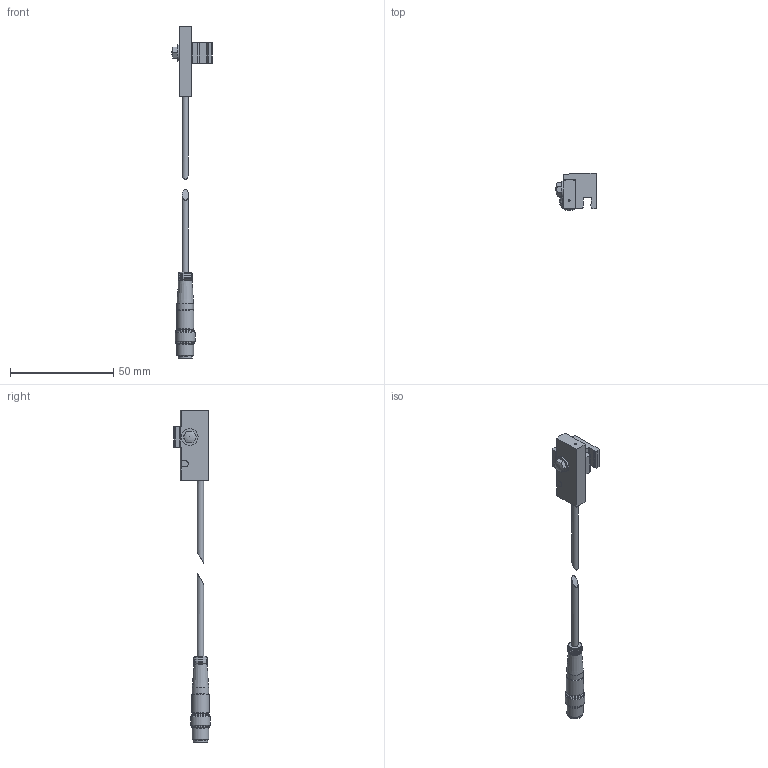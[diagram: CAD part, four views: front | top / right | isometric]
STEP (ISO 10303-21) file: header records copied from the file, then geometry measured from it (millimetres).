
FILE_DESCRIPTION(/* description */ ('STEP AP214'),/* implementation_level */ '2;1');
FILE_NAME(/* name */ '571342_SMT-C1-PS-24V-K-03-M8D',/* time_stamp */ '2024-09-15T08:36:16+02:00',/* author */ ('License CC BY-ND 4.0'),/* organization */ ('CADENAS'),/* preprocessor_version */ 'ST-DEVELOPER v19.3',/* originating_system */ 'PARTsolutions',/* authorisation */ ' ');
FILE_SCHEMA (('AUTOMOTIVE_DESIGN {1 0 10303 214 3 1 1}'));
Length unit declared in the file: millimetre
Products named in the file (3): 571342 SMT-C1-PS-24V-K-0,3-M8D; 571342 SMT-C1-PS-24V-K-0,3-M8D---(P1); SMT-C1 M8D
Assembly tree (2 placements, depth 2):
  571342 SMT-C1-PS-24V-K-0,3-M8D
    571342 SMT-C1-PS-24V-K-0,3-M8D---(P1)
    SMT-C1 M8D
Bounding box: 19.5 x 17.82 x 160.4 mm (x, y, z)
Volume: 7046.3 mm3; surface area: 4421.2 mm2
Topology: 2 solids, 2 shells, 95 faces, 219 edges, 139 vertices
Faces by surface type: plane 46, cylinder 37, cone 8, torus 3, sphere 1
Full cylindrical faces by diameter (mm): 1 x5, 3 x2, 5.8 x2, 6.5 x4, 6.9 x1, 8 x3, 8.4 x1, 9 x2, 9.6 x1
Entity records: 3210 total; most frequent: DIRECTION 461, CARTESIAN_POINT 413, ORIENTED_EDGE 362, AXIS2_PLACEMENT_3D 182, EDGE_CURVE 181, EDGE_LOOP 139, FACE_BOUND 139, VERTEX_POINT 134
